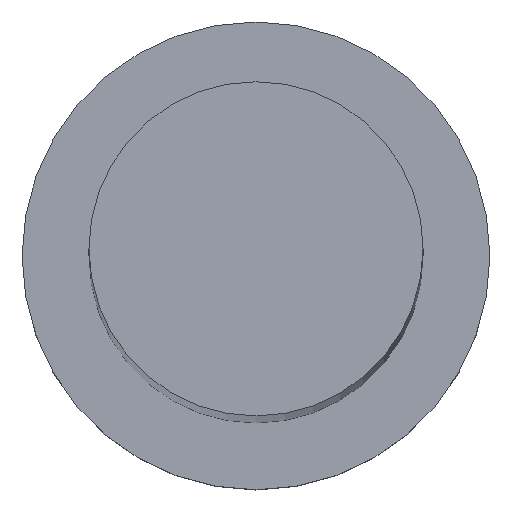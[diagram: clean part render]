
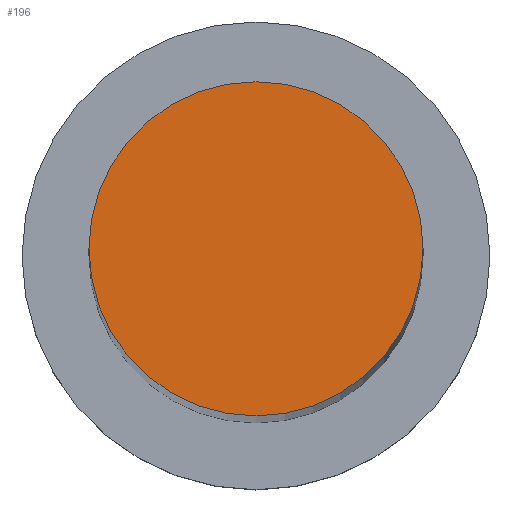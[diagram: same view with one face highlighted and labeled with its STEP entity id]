
A CAD part, top view. The second image highlights one B-rep face of the part: STEP entity #196.
In plain terms, the highlighted planar face has unit normal (0, 0, 1).
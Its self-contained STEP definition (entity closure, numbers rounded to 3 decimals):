
#9 = CARTESIAN_POINT ( 'NONE',  ( 10., 0., 250. ) ) ;
#22 = EDGE_CURVE ( 'NONE', #222, #177, #142, .T. ) ;
#24 = AXIS2_PLACEMENT_3D ( 'NONE', #208, #91, #30 ) ;
#30 = DIRECTION ( 'NONE',  ( 1., 0., 0. ) ) ;
#31 = FACE_OUTER_BOUND ( 'NONE', #122, .T. ) ;
#49 = CARTESIAN_POINT ( 'NONE',  ( 0., 0., 250. ) ) ;
#53 = DIRECTION ( 'NONE',  ( 1., 0., 0. ) ) ;
#61 = EDGE_CURVE ( 'NONE', #177, #222, #103, .T. ) ;
#86 = DIRECTION ( 'NONE',  ( 0., 0., 1. ) ) ;
#91 = DIRECTION ( 'NONE',  ( 0., 0., 1. ) ) ;
#94 = PLANE ( 'NONE',  #24 ) ;
#96 = CARTESIAN_POINT ( 'NONE',  ( -10., 0., 250. ) ) ;
#103 = CIRCLE ( 'NONE', #235, 10. ) ;
#122 = EDGE_LOOP ( 'NONE', ( #253, #200 ) ) ;
#142 = CIRCLE ( 'NONE', #221, 10. ) ;
#154 = DIRECTION ( 'NONE',  ( 0., 0., 1. ) ) ;
#163 = DIRECTION ( 'NONE',  ( 1., 0., 0. ) ) ;
#177 = VERTEX_POINT ( 'NONE', #9 ) ;
#196 = ADVANCED_FACE ( 'NONE', ( #31 ), #94, .T. ) ;
#200 = ORIENTED_EDGE ( 'NONE', *, *, #61, .T. ) ;
#208 = CARTESIAN_POINT ( 'NONE',  ( 0., 0., 250. ) ) ;
#219 = CARTESIAN_POINT ( 'NONE',  ( 0., 0., 250. ) ) ;
#221 = AXIS2_PLACEMENT_3D ( 'NONE', #219, #86, #163 ) ;
#222 = VERTEX_POINT ( 'NONE', #96 ) ;
#235 = AXIS2_PLACEMENT_3D ( 'NONE', #49, #154, #53 ) ;
#253 = ORIENTED_EDGE ( 'NONE', *, *, #22, .T. ) ;
